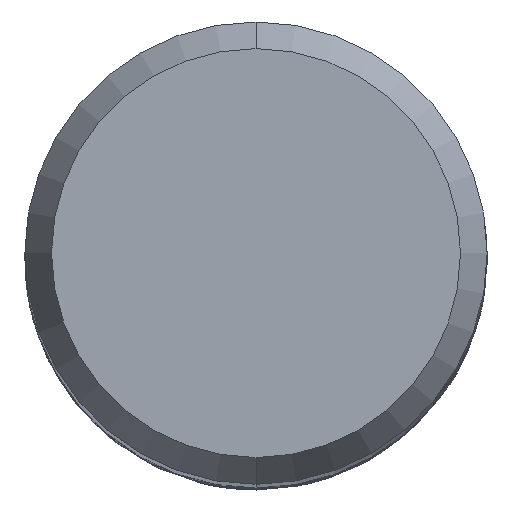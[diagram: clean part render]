
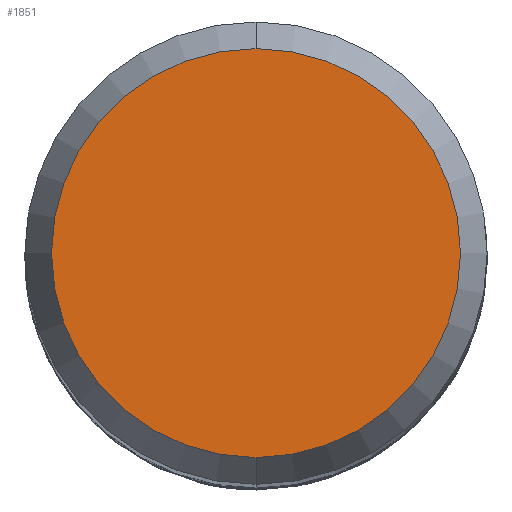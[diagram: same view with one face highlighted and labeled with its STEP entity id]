
A CAD part, top view. The second image highlights one B-rep face of the part: STEP entity #1851.
In plain terms, the highlighted planar face has unit normal (0, 0, 1).
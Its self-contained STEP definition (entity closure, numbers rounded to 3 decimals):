
#1215=EDGE_CURVE('',#1569,#1373,#2679,.T.);
#1297=EDGE_CURVE('',#1373,#1569,#2769,.T.);
#1373=VERTEX_POINT('',#2854);
#1569=VERTEX_POINT('',#3061);
#1851=ADVANCED_FACE('',(#3370),#3371,.T.);
#2679=CIRCLE('',#8653,4.423);
#2769=CIRCLE('',#10234,4.423);
#2854=CARTESIAN_POINT('',(0.,-4.423,0.0));
#3061=CARTESIAN_POINT('',(0.0,4.423,0.0));
#3370=FACE_OUTER_BOUND('',#17269,.T.);
#3371=PLANE('',#17270);
#8653=AXIS2_PLACEMENT_3D('',#21605,#21606,#21607);
#10234=AXIS2_PLACEMENT_3D('',#21699,#21700,#21701);
#17269=EDGE_LOOP('',(#22226,#22227));
#17270=AXIS2_PLACEMENT_3D('',#22228,#22229,#22230);
#21605=CARTESIAN_POINT('',(0.0,0.0,0.0));
#21606=DIRECTION('',(0.0,0.0,-1.0));
#21607=DIRECTION('',(0.0,1.0,0.0));
#21699=CARTESIAN_POINT('',(0.0,0.0,0.0));
#21700=DIRECTION('',(0.0,0.0,-1.0));
#21701=DIRECTION('',(0.0,1.0,0.0));
#22226=ORIENTED_EDGE('',*,*,#1215,.F.);
#22227=ORIENTED_EDGE('',*,*,#1297,.F.);
#22228=CARTESIAN_POINT('',(0.0,2.211,0.0));
#22229=DIRECTION('',(-0.0,0.0,1.0));
#22230=DIRECTION('',(0.0,-1.0,0.0));
